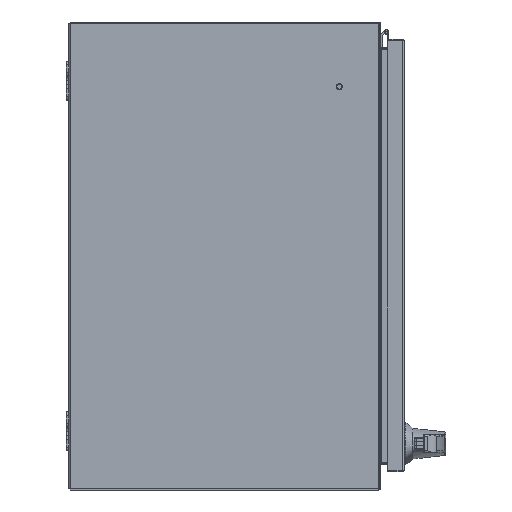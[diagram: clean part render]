
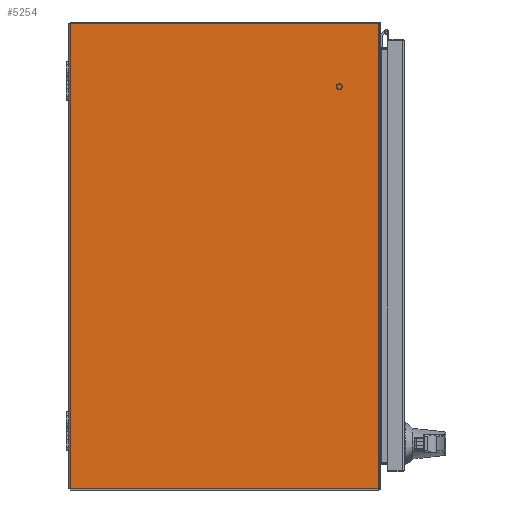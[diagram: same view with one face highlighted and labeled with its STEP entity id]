
A CAD part, front view. The second image highlights one B-rep face of the part: STEP entity #5254.
In plain terms, the highlighted face is planar.
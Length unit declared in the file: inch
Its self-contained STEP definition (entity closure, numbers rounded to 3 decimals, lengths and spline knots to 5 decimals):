
#985 = CARTESIAN_POINT ( 'NONE',  ( -11.928, -15.892, -15. ) ) ;
#3422 = CARTESIAN_POINT ( 'NONE',  ( -11.928, -0.108, -15. ) ) ;
#5254 = ADVANCED_FACE ( 'NONE', ( #43581 ), #24281, .F. ) ;
#5599 = LINE ( 'NONE', #40885, #28948 ) ;
#7301 = CARTESIAN_POINT ( 'NONE',  ( 11.928, -16., -15. ) ) ;
#8344 = DIRECTION ( 'NONE',  ( 0., 1., 0. ) ) ;
#11476 = EDGE_LOOP ( 'NONE', ( #45363, #103834, #41527, #94616 ) ) ;
#15301 = VERTEX_POINT ( 'NONE', #3422 ) ;
#15546 = VECTOR ( 'NONE', #38347, 39.37008 ) ;
#19305 = DIRECTION ( 'NONE',  ( -1., 0., 0. ) ) ;
#22984 = EDGE_CURVE ( 'NONE', #95410, #15301, #100416, .T. ) ;
#24281 = PLANE ( 'NONE',  #89561 ) ;
#25979 = CARTESIAN_POINT ( 'NONE',  ( -11.928, 0., -15. ) ) ;
#28948 = VECTOR ( 'NONE', #57946, 39.37008 ) ;
#29955 = EDGE_CURVE ( 'NONE', #93504, #15301, #95532, .T. ) ;
#32269 = DIRECTION ( 'NONE',  ( 0., 0., 1. ) ) ;
#38347 = DIRECTION ( 'NONE',  ( 0., -1., 0. ) ) ;
#40885 = CARTESIAN_POINT ( 'NONE',  ( 11.928, -15.892, -15. ) ) ;
#41527 = ORIENTED_EDGE ( 'NONE', *, *, #50912, .F. ) ;
#43581 = FACE_OUTER_BOUND ( 'NONE', #11476, .T. ) ;
#44054 = LINE ( 'NONE', #45926, #15546 ) ;
#44273 = CARTESIAN_POINT ( 'NONE',  ( 11.928, -15.892, -15. ) ) ;
#45363 = ORIENTED_EDGE ( 'NONE', *, *, #22984, .F. ) ;
#45926 = CARTESIAN_POINT ( 'NONE',  ( 11.928, -0.072, -15. ) ) ;
#46274 = EDGE_CURVE ( 'NONE', #95410, #102728, #44054, .T. ) ;
#50912 = EDGE_CURVE ( 'NONE', #93504, #102728, #5599, .T. ) ;
#51394 = VECTOR ( 'NONE', #8344, 39.37008 ) ;
#57946 = DIRECTION ( 'NONE',  ( 1., 0., 0. ) ) ;
#60658 = CARTESIAN_POINT ( 'NONE',  ( 11.928, -0.108, -15. ) ) ;
#64577 = DIRECTION ( 'NONE',  ( 0., -1., 0. ) ) ;
#89108 = CARTESIAN_POINT ( 'NONE',  ( 11.928, -0.108, -15. ) ) ;
#89561 = AXIS2_PLACEMENT_3D ( 'NONE', #7301, #32269, #64577 ) ;
#93504 = VERTEX_POINT ( 'NONE', #985 ) ;
#94616 = ORIENTED_EDGE ( 'NONE', *, *, #29955, .T. ) ;
#95410 = VERTEX_POINT ( 'NONE', #89108 ) ;
#95532 = LINE ( 'NONE', #25979, #51394 ) ;
#96533 = VECTOR ( 'NONE', #19305, 39.37008 ) ;
#100416 = LINE ( 'NONE', #60658, #96533 ) ;
#102728 = VERTEX_POINT ( 'NONE', #44273 ) ;
#103834 = ORIENTED_EDGE ( 'NONE', *, *, #46274, .T. ) ;
